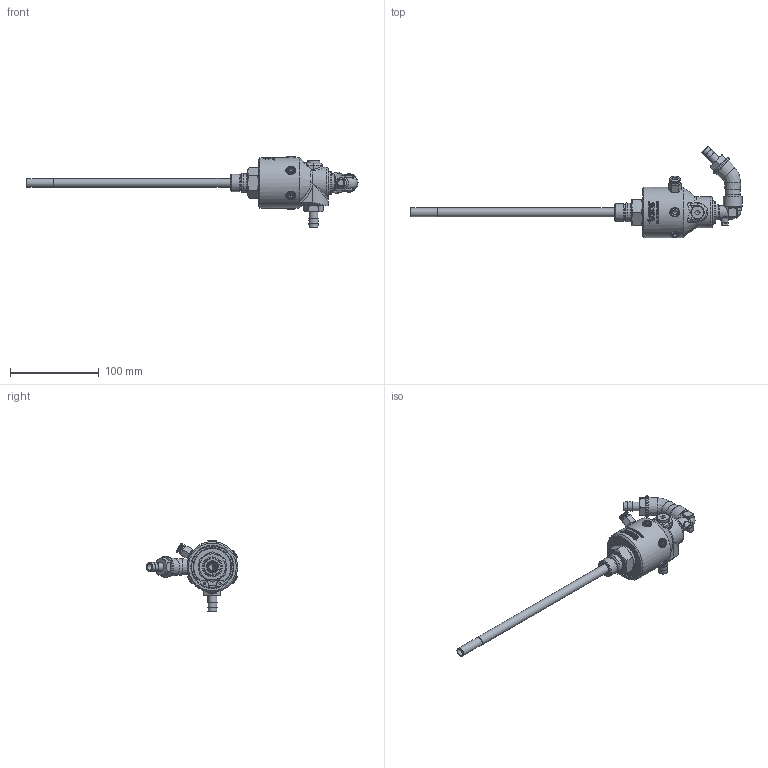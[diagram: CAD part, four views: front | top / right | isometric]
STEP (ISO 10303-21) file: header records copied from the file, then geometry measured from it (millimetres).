
FILE_DESCRIPTION((''),'2;1');
FILE_NAME('157-270-136-IC_Rev E.stp','2016-02-24T13:51:41',('cwolf'),(''),'Autodesk Inventor 2013','Autodesk Inventor 2013','');
FILE_SCHEMA(('AUTOMOTIVE_DESIGN { 1 0 10303 214 1 1 1 1 }'));
Length unit declared in the file: millimetre
Products named in the file (1): 157-270-136-IC_Rev E
Bounding box: 374.5 x 102.96 x 80.5 mm (x, y, z)
Volume: 190395.5 mm3; surface area: 63261.2 mm2
Topology: 3 solids, 4 shells, 926 faces, 2322 edges, 1493 vertices
Faces by surface type: plane 412, bspline 234, cylinder 145, cone 106, torus 26, sphere 3
Full cylindrical faces by diameter (mm): 2.48 x2, 3.621 x1, 4 x1, 4.6 x1, 5 x1, 5.9 x1, 6 x1, 6.274 x5, 7.5 x3, 8 x1, 8.4 x1, 8.566 x1, 9.5 x1, 9.9 x1, 10 x5, 12 x1, 12.4 x1, 12.5 x1, 12.7 x1, 13.889 x1, 14 x1, 14.95 x3, 15 x2, 17.326 x1, 17.7 x2, 19.05 x1, 20 x1, 20.8 x1, 21 x2, 24 x1
Entity records: 32896 total; most frequent: CARTESIAN_POINT 12641, ORIENTED_EDGE 4200, DIRECTION 3632, EDGE_CURVE 2100, AXIS2_PLACEMENT_3D 1445, VERTEX_POINT 1423, EDGE_LOOP 1185, FACE_OUTER_BOUND 925
